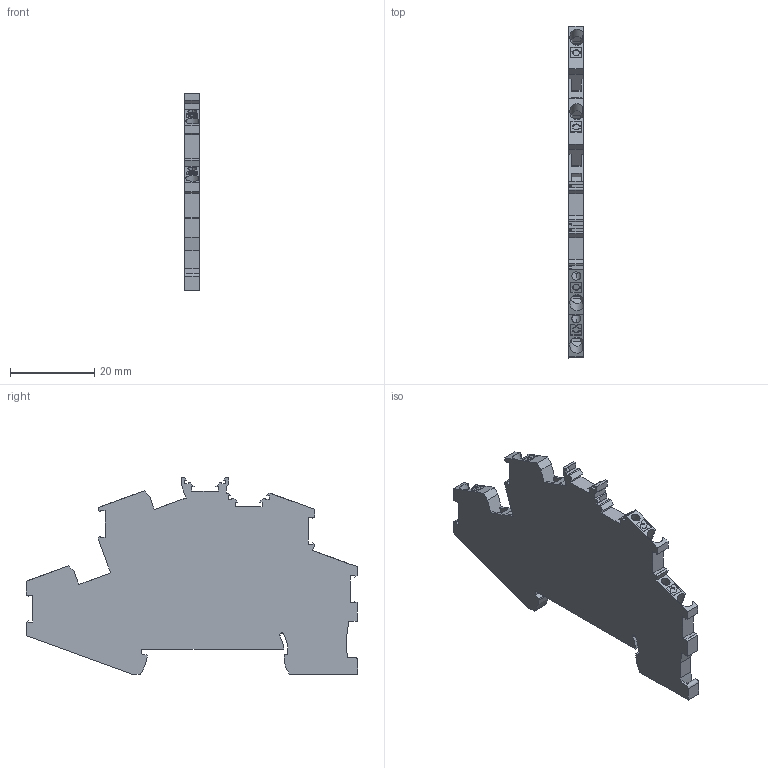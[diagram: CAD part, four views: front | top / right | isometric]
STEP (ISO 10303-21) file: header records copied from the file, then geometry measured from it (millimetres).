
FILE_DESCRIPTION(('Creo Elements/Direct Modeling STEP Export'),'2;1');
FILE_NAME('model.stp','2019-09-23T10:39:55',(''),(''),'Creo Elements/Direct Modeling STEP processor for AP214 (Solid Model)','Creo Elements/Direct Modeling 20.1A 29-Sep-2018 (C) Parametric Technology GmbH','');
FILE_SCHEMA(('AUTOMOTIVE_DESIGN { 1 0 10303 214 1 1 1 1 }'));
Length unit declared in the file: millimetre
Products named in the file (2): PTTBS_1.5_S_PV-select
Assembly tree (1 placements, depth 2):
  PTTBS_1.5_S_PV-select
    PTTBS_1.5_S_PV-select
Bounding box: 3.5 x 78.8 x 46.72 mm (x, y, z)
Volume: 7859.9 mm3; surface area: 6733.7 mm2
Topology: 1 solids, 1 shells, 321 faces, 935 edges, 622 vertices
Faces by surface type: plane 268, cylinder 49, cone 4
Entity records: 14420 total; most frequent: CARTESIAN_POINT 3347, ORIENTED_EDGE 1870, DIRECTION 1610, EDGE_CURVE 935, VECTOR 768, LINE 768, VERTEX_POINT 622, AXIS2_PLACEMENT_3D 421
